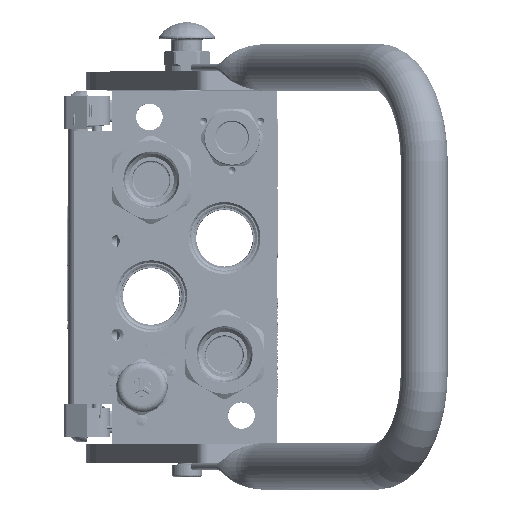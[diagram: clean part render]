
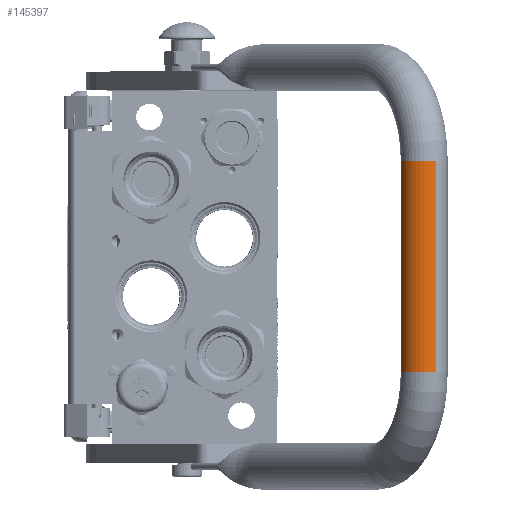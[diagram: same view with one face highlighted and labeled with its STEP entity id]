
A CAD part, top view. The second image highlights one B-rep face of the part: STEP entity #145397.
In plain terms, the highlighted cylindrical face has radius 12.5 mm (diameter 25 mm), a partial arc.
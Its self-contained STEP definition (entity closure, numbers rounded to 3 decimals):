
#151 = EDGE_LOOP ( 'NONE', ( #97002, #105597, #195275, #184548 ) ) ;
#6576 = CARTESIAN_POINT ( 'NONE',  ( -56.25, 0., 155. ) ) ;
#8906 = VECTOR ( 'NONE', #143266, 1000. ) ;
#10646 = CARTESIAN_POINT ( 'NONE',  ( 56.25, 0., 180. ) ) ;
#12228 = CYLINDRICAL_SURFACE ( 'NONE', #115208, 12.5 ) ;
#13123 = CARTESIAN_POINT ( 'NONE',  ( -56.25, 0., 167.5 ) ) ;
#20171 = CARTESIAN_POINT ( 'NONE',  ( 56.25, 0., 155. ) ) ;
#21148 = CARTESIAN_POINT ( 'NONE',  ( -56.25, 0., 180. ) ) ;
#21553 = CARTESIAN_POINT ( 'NONE',  ( 56.25, 0., 167.5 ) ) ;
#27050 = DIRECTION ( 'NONE',  ( 0., 0., 1. ) ) ;
#29793 = VERTEX_POINT ( 'NONE', #154175 ) ;
#48914 = VERTEX_POINT ( 'NONE', #6576 ) ;
#62646 = EDGE_CURVE ( 'NONE', #48914, #102338, #206586, .T. ) ;
#69796 = DIRECTION ( 'NONE',  ( 1., 0., 0. ) ) ;
#73020 = CIRCLE ( 'NONE', #144189, 12.5 ) ;
#79738 = AXIS2_PLACEMENT_3D ( 'NONE', #21553, #69796, #86652 ) ;
#86652 = DIRECTION ( 'NONE',  ( 0., 0., 1. ) ) ;
#94488 = DIRECTION ( 'NONE',  ( -1., 0., 0. ) ) ;
#97002 = ORIENTED_EDGE ( 'NONE', *, *, #62646, .T. ) ;
#102338 = VERTEX_POINT ( 'NONE', #20171 ) ;
#105597 = ORIENTED_EDGE ( 'NONE', *, *, #209576, .F. ) ;
#105617 = CARTESIAN_POINT ( 'NONE',  ( -56.25, 0., 167.5 ) ) ;
#113127 = EDGE_CURVE ( 'NONE', #29793, #48914, #73020, .T. ) ;
#115208 = AXIS2_PLACEMENT_3D ( 'NONE', #13123, #94488, #207855 ) ;
#118993 = LINE ( 'NONE', #21148, #174850 ) ;
#143266 = DIRECTION ( 'NONE',  ( 1., 0., 0. ) ) ;
#144189 = AXIS2_PLACEMENT_3D ( 'NONE', #105617, #189059, #27050 ) ;
#145397 = ADVANCED_FACE ( 'NONE', ( #191915 ), #12228, .T. ) ;
#149952 = DIRECTION ( 'NONE',  ( 1., 0., 0. ) ) ;
#154175 = CARTESIAN_POINT ( 'NONE',  ( -56.25, 0., 180. ) ) ;
#158810 = CARTESIAN_POINT ( 'NONE',  ( -56.25, 0., 155. ) ) ;
#174850 = VECTOR ( 'NONE', #149952, 1000. ) ;
#184548 = ORIENTED_EDGE ( 'NONE', *, *, #113127, .T. ) ;
#189059 = DIRECTION ( 'NONE',  ( 1., 0., 0. ) ) ;
#191915 = FACE_OUTER_BOUND ( 'NONE', #151, .T. ) ;
#195275 = ORIENTED_EDGE ( 'NONE', *, *, #200710, .F. ) ;
#196601 = CIRCLE ( 'NONE', #79738, 12.5 ) ;
#200710 = EDGE_CURVE ( 'NONE', #29793, #204450, #118993, .T. ) ;
#204450 = VERTEX_POINT ( 'NONE', #10646 ) ;
#206586 = LINE ( 'NONE', #158810, #8906 ) ;
#207855 = DIRECTION ( 'NONE',  ( 0., 0., -1. ) ) ;
#209576 = EDGE_CURVE ( 'NONE', #204450, #102338, #196601, .T. ) ;
